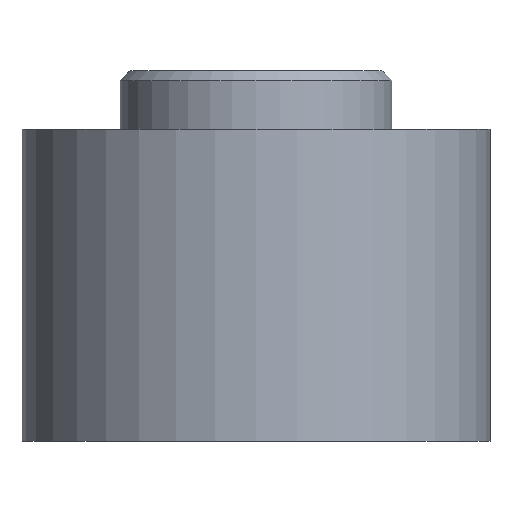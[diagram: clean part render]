
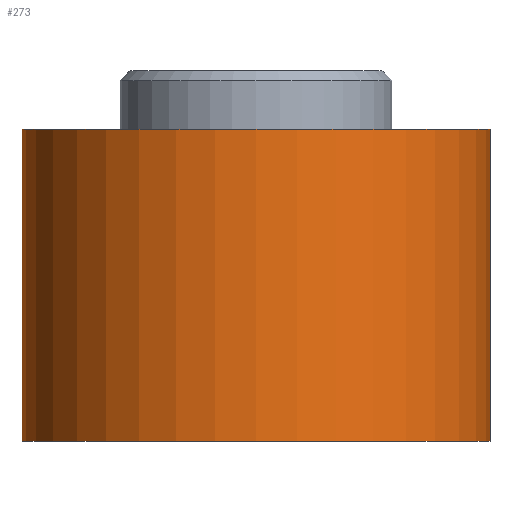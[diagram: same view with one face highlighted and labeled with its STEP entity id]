
A CAD part, front view. The second image highlights one B-rep face of the part: STEP entity #273.
In plain terms, the highlighted cylindrical face has radius 12 mm (diameter 24 mm), a partial arc.
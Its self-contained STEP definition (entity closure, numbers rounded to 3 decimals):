
#11 = VERTEX_POINT ( 'NONE', #210 ) ;
#12 = AXIS2_PLACEMENT_3D ( 'NONE', #301, #392, #136 ) ;
#22 = EDGE_CURVE ( 'NONE', #347, #11, #58, .T. ) ;
#33 = ORIENTED_EDGE ( 'NONE', *, *, #263, .T. ) ;
#55 = CIRCLE ( 'NONE', #116, 12. ) ;
#58 = CIRCLE ( 'NONE', #270, 12. ) ;
#67 = LINE ( 'NONE', #280, #450 ) ;
#78 = CARTESIAN_POINT ( 'NONE',  ( 12., 0., 16. ) ) ;
#87 = EDGE_CURVE ( 'NONE', #347, #209, #67, .T. ) ;
#116 = AXIS2_PLACEMENT_3D ( 'NONE', #335, #373, #120 ) ;
#120 = DIRECTION ( 'NONE',  ( 1., 0., 0. ) ) ;
#128 = ORIENTED_EDGE ( 'NONE', *, *, #139, .F. ) ;
#136 = DIRECTION ( 'NONE',  ( -1., 0., 0. ) ) ;
#139 = EDGE_CURVE ( 'NONE', #11, #460, #368, .T. ) ;
#153 = CYLINDRICAL_SURFACE ( 'NONE', #12, 12. ) ;
#166 = CARTESIAN_POINT ( 'NONE',  ( -12., 0., 16. ) ) ;
#176 = EDGE_LOOP ( 'NONE', ( #128, #321, #306, #33 ) ) ;
#203 = CARTESIAN_POINT ( 'NONE',  ( 0., 0., 16. ) ) ;
#209 = VERTEX_POINT ( 'NONE', #325 ) ;
#210 = CARTESIAN_POINT ( 'NONE',  ( 12., 0., 16. ) ) ;
#234 = DIRECTION ( 'NONE',  ( 1., 0., 0. ) ) ;
#239 = DIRECTION ( 'NONE',  ( 0., 0., -1. ) ) ;
#259 = FACE_OUTER_BOUND ( 'NONE', #176, .T. ) ;
#263 = EDGE_CURVE ( 'NONE', #209, #460, #55, .T. ) ;
#270 = AXIS2_PLACEMENT_3D ( 'NONE', #203, #274, #234 ) ;
#273 = ADVANCED_FACE ( 'NONE', ( #259 ), #153, .T. ) ;
#274 = DIRECTION ( 'NONE',  ( 0., 0., 1. ) ) ;
#280 = CARTESIAN_POINT ( 'NONE',  ( -12., 0., 16. ) ) ;
#294 = CARTESIAN_POINT ( 'NONE',  ( 12., 0., 0. ) ) ;
#301 = CARTESIAN_POINT ( 'NONE',  ( 0., 0., 16. ) ) ;
#306 = ORIENTED_EDGE ( 'NONE', *, *, #87, .T. ) ;
#321 = ORIENTED_EDGE ( 'NONE', *, *, #22, .F. ) ;
#325 = CARTESIAN_POINT ( 'NONE',  ( -12., 0., 0. ) ) ;
#335 = CARTESIAN_POINT ( 'NONE',  ( 0., 0., 0. ) ) ;
#341 = VECTOR ( 'NONE', #437, 1000. ) ;
#347 = VERTEX_POINT ( 'NONE', #166 ) ;
#368 = LINE ( 'NONE', #78, #341 ) ;
#373 = DIRECTION ( 'NONE',  ( 0., 0., 1. ) ) ;
#392 = DIRECTION ( 'NONE',  ( 0., 0., -1. ) ) ;
#437 = DIRECTION ( 'NONE',  ( 0., 0., -1. ) ) ;
#450 = VECTOR ( 'NONE', #239, 1000. ) ;
#460 = VERTEX_POINT ( 'NONE', #294 ) ;
